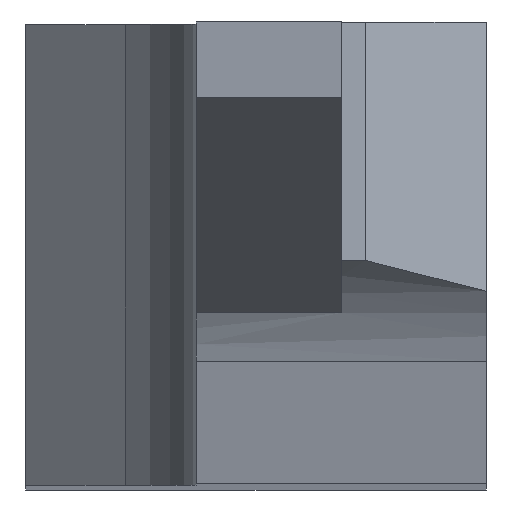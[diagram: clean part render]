
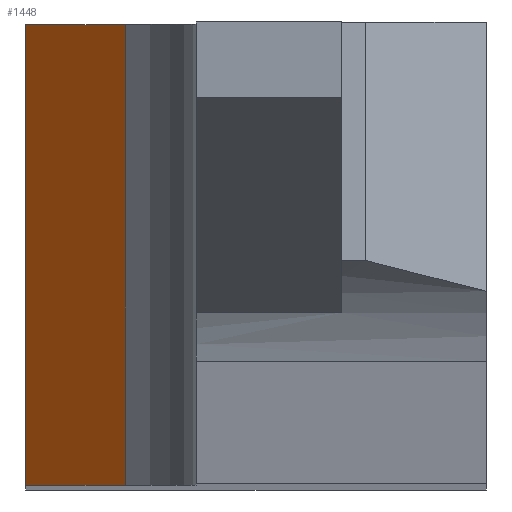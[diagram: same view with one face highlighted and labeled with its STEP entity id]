
A CAD part, top view. The second image highlights one B-rep face of the part: STEP entity #1448.
In plain terms, the highlighted planar face has unit normal (-0.707, 0, 0.707).
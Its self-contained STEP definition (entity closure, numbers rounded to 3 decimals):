
#11 = EDGE_LOOP ( 'NONE', ( #144, #1313, #39, #1157 ) ) ;
#39 = ORIENTED_EDGE ( 'NONE', *, *, #1017, .T. ) ;
#60 = VECTOR ( 'NONE', #1143, 1000. ) ;
#68 = DIRECTION ( 'NONE',  ( -0.707, 0., 0.707 ) ) ;
#139 = CARTESIAN_POINT ( 'NONE',  ( -9.525, 0., -26.596 ) ) ;
#144 = ORIENTED_EDGE ( 'NONE', *, *, #463, .T. ) ;
#207 = AXIS2_PLACEMENT_3D ( 'NONE', #329, #68, #1415 ) ;
#226 = EDGE_CURVE ( 'Defeature ausgef�hrt2_7+Defeature ausgef�hrt2_5+Defeature ausgef�hrt2_1+Defeature ausgef�hrt2_2', #1311, #976, #860, .T. ) ;
#250 = DIRECTION ( 'NONE',  ( 0., -1., 0. ) ) ;
#274 = VECTOR ( 'NONE', #250, 1000. ) ;
#294 = CARTESIAN_POINT ( 'NONE',  ( -7.464, 9.525, -24.536 ) ) ;
#329 = CARTESIAN_POINT ( 'NONE',  ( -9.525, 110.933, -26.596 ) ) ;
#392 = FACE_OUTER_BOUND ( 'NONE', #11, .T. ) ;
#463 = EDGE_CURVE ( 'Defeature ausgef�hrt2_7+Defeature ausgef�hrt2_1+Defeature ausgef�hrt2_8+Defeature ausgef�hrt2_5', #1287, #1311, #950, .T. ) ;
#572 = LINE ( 'NONE', #805, #274 ) ;
#592 = DIRECTION ( 'NONE',  ( 0.707, 0., 0.707 ) ) ;
#636 = CARTESIAN_POINT ( 'NONE',  ( -31.464, 9.525, -48.536 ) ) ;
#774 = VECTOR ( 'NONE', #1319, 1000. ) ;
#805 = CARTESIAN_POINT ( 'NONE',  ( -7.464, 110.933, -24.536 ) ) ;
#860 = LINE ( 'NONE', #1262, #60 ) ;
#950 = LINE ( 'NONE', #636, #774 ) ;
#970 = CARTESIAN_POINT ( 'NONE',  ( -9.525, 9.525, -26.596 ) ) ;
#976 = VERTEX_POINT ( 'NONE', #139 ) ;
#981 = EDGE_CURVE ( 'Defeature ausgef�hrt2_8+Defeature ausgef�hrt2_7+Defeature ausgef�hrt2_1+Defeature ausgef�hrt2_2', #1287, #1118, #572, .T. ) ;
#1017 = EDGE_CURVE ( 'Defeature ausgef�hrt2_7+Defeature ausgef�hrt2_2+Defeature ausgef�hrt2_5+Defeature ausgef�hrt2_8', #976, #1118, #1103, .T. ) ;
#1092 = PLANE ( 'NONE',  #207 ) ;
#1103 = LINE ( 'NONE', #1267, #1395 ) ;
#1118 = VERTEX_POINT ( 'NONE', #1280 ) ;
#1143 = DIRECTION ( 'NONE',  ( 0., -1., 0. ) ) ;
#1157 = ORIENTED_EDGE ( 'NONE', *, *, #981, .F. ) ;
#1262 = CARTESIAN_POINT ( 'NONE',  ( -9.525, 110.933, -26.596 ) ) ;
#1267 = CARTESIAN_POINT ( 'NONE',  ( -31.464, 0., -48.536 ) ) ;
#1280 = CARTESIAN_POINT ( 'NONE',  ( -7.464, 0., -24.536 ) ) ;
#1287 = VERTEX_POINT ( 'NONE', #294 ) ;
#1311 = VERTEX_POINT ( 'NONE', #970 ) ;
#1313 = ORIENTED_EDGE ( 'NONE', *, *, #226, .T. ) ;
#1319 = DIRECTION ( 'NONE',  ( -0.707, 0., -0.707 ) ) ;
#1395 = VECTOR ( 'NONE', #592, 1000. ) ;
#1415 = DIRECTION ( 'NONE',  ( -0.707, 0., -0.707 ) ) ;
#1448 = ADVANCED_FACE ( 'Defeature ausgef�hrt2_7', ( #392 ), #1092, .T. ) ;
